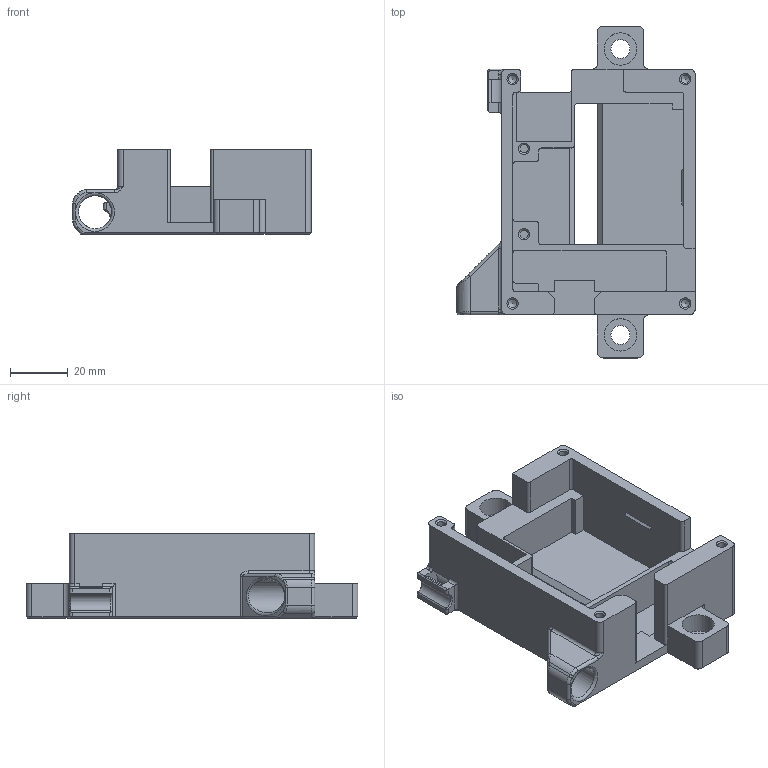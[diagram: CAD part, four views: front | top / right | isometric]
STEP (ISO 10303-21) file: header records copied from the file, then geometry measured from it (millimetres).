
FILE_DESCRIPTION(/* description */ ('PCB Mounting Box'),/* implementation_level */ '2;1');
FILE_NAME(/* name */ 'OSSM - PCB Mounting Box_PCB Mounting Box_step.stp',/* time_stamp */ '2025-03-30T00:17:55-04:00',/* author */ (''),/* organization */ (''),/* preprocessor_version */ 'ST-DEVELOPER v20.1',/* originating_system */ 'Autodesk Translation Framework v14.4.0.0',/* authorisation */ '');
FILE_SCHEMA (('AUTOMOTIVE_DESIGN { 1 0 10303 214 3 1 1 }'));
Length unit declared in the file: metre
Products named in the file (1): PCB Mounting Box
Bounding box: 82.9 x 115.4 x 29.5 mm (x, y, z)
Volume: 60334 mm3; surface area: 31606 mm2
Topology: 1 solids, 1 shells, 229 faces, 600 edges, 372 vertices
Faces by surface type: plane 111, cylinder 69, cone 29, bspline 14, torus 6
Full cylindrical faces by diameter (mm): 2.9 x6, 6.6 x2, 11.25 x2, 11.5 x1
Entity records: 7322 total; most frequent: CARTESIAN_POINT 1611, DIRECTION 1190, ORIENTED_EDGE 1188, EDGE_CURVE 594, AXIS2_PLACEMENT_3D 398, LINE 394, VECTOR 394, VERTEX_POINT 372
